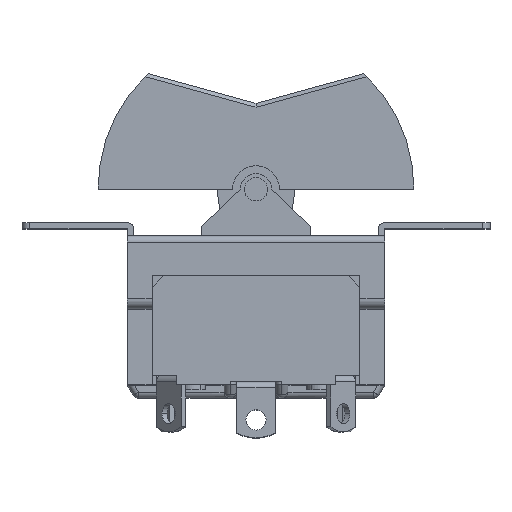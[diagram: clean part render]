
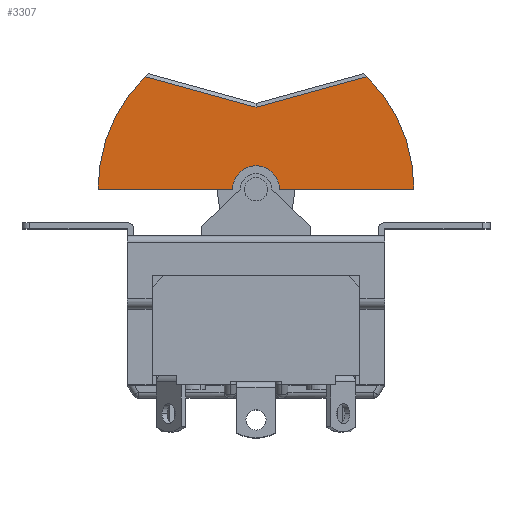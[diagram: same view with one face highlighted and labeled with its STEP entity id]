
A CAD part, top view. The second image highlights one B-rep face of the part: STEP entity #3307.
In plain terms, the highlighted planar face has unit normal (0, 0, 1).
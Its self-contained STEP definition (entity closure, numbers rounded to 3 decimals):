
#143 = ORIENTED_EDGE ( 'NONE', *, *, #4984, .F. ) ;
#250 = LINE ( 'NONE', #11777, #12581 ) ;
#655 = VERTEX_POINT ( 'NONE', #8799 ) ;
#718 = EDGE_CURVE ( 'NONE', #655, #8115, #1125, .T. ) ;
#759 = CARTESIAN_POINT ( 'NONE',  ( 0., 0., 8.5 ) ) ;
#957 = ORIENTED_EDGE ( 'NONE', *, *, #11758, .F. ) ;
#1125 = CIRCLE ( 'NONE', #11460, 20.25 ) ;
#1436 = VECTOR ( 'NONE', #3997, 1000. ) ;
#1551 = EDGE_CURVE ( 'NONE', #10928, #8115, #7428, .T. ) ;
#1957 = EDGE_CURVE ( 'NONE', #6446, #655, #12965, .T. ) ;
#2032 = VERTEX_POINT ( 'NONE', #11454 ) ;
#2045 = CARTESIAN_POINT ( 'NONE',  ( -1., 10.225, 8.5 ) ) ;
#2239 = EDGE_LOOP ( 'NONE', ( #2966, #2362, #143, #957, #8597, #12991, #5300 ) ) ;
#2362 = ORIENTED_EDGE ( 'NONE', *, *, #6675, .T. ) ;
#2817 = LINE ( 'NONE', #6794, #10592 ) ;
#2966 = ORIENTED_EDGE ( 'NONE', *, *, #1551, .F. ) ;
#3138 = DIRECTION ( 'NONE',  ( 1., 0., 0. ) ) ;
#3307 = ADVANCED_FACE ( 'NONE', ( #7705 ), #8363, .T. ) ;
#3997 = DIRECTION ( 'NONE',  ( 0.964, 0.265, 0. ) ) ;
#4406 = CARTESIAN_POINT ( 'NONE',  ( 14.226, 14.411, 8.5 ) ) ;
#4509 = DIRECTION ( 'NONE',  ( 1., 0., 0. ) ) ;
#4984 = EDGE_CURVE ( 'NONE', #7884, #10299, #6978, .T. ) ;
#5016 = DIRECTION ( 'NONE',  ( 1., 0., 0. ) ) ;
#5300 = ORIENTED_EDGE ( 'NONE', *, *, #718, .T. ) ;
#5654 = DIRECTION ( 'NONE',  ( -1., 0., 0. ) ) ;
#5729 = DIRECTION ( 'NONE',  ( 1., 0., 0. ) ) ;
#6055 = CARTESIAN_POINT ( 'NONE',  ( 0., 10.5, 8.5 ) ) ;
#6446 = VERTEX_POINT ( 'NONE', #10364 ) ;
#6675 = EDGE_CURVE ( 'NONE', #10928, #10299, #2817, .T. ) ;
#6794 = CARTESIAN_POINT ( 'NONE',  ( 1., 10.225, 8.5 ) ) ;
#6869 = DIRECTION ( 'NONE',  ( -0.964, 0.265, 0. ) ) ;
#6978 = CIRCLE ( 'NONE', #12716, 20.25 ) ;
#7055 = CARTESIAN_POINT ( 'NONE',  ( 0., 0., 8.5 ) ) ;
#7176 = DIRECTION ( 'NONE',  ( 0., 0., 1. ) ) ;
#7309 = CARTESIAN_POINT ( 'NONE',  ( 0., 0., 8.5 ) ) ;
#7428 = LINE ( 'NONE', #2045, #1436 ) ;
#7512 = CARTESIAN_POINT ( 'NONE',  ( 3., 0., 8.5 ) ) ;
#7652 = DIRECTION ( 'NONE',  ( -1., 0., 0. ) ) ;
#7705 = FACE_OUTER_BOUND ( 'NONE', #2239, .T. ) ;
#7884 = VERTEX_POINT ( 'NONE', #12851 ) ;
#7978 = CARTESIAN_POINT ( 'NONE',  ( -14.226, 14.411, 8.5 ) ) ;
#7998 = AXIS2_PLACEMENT_3D ( 'NONE', #7055, #8941, #5016 ) ;
#8115 = VERTEX_POINT ( 'NONE', #4406 ) ;
#8363 = PLANE ( 'NONE',  #8633 ) ;
#8597 = ORIENTED_EDGE ( 'NONE', *, *, #11868, .F. ) ;
#8633 = AXIS2_PLACEMENT_3D ( 'NONE', #7309, #7176, #3138 ) ;
#8799 = CARTESIAN_POINT ( 'NONE',  ( 20.25, 0., 8.5 ) ) ;
#8839 = CARTESIAN_POINT ( 'NONE',  ( 0., 0., 8.5 ) ) ;
#8941 = DIRECTION ( 'NONE',  ( 0., 0., 1. ) ) ;
#10276 = VECTOR ( 'NONE', #4509, 1000. ) ;
#10299 = VERTEX_POINT ( 'NONE', #7978 ) ;
#10364 = CARTESIAN_POINT ( 'NONE',  ( 3., 0., 8.5 ) ) ;
#10592 = VECTOR ( 'NONE', #6869, 1000. ) ;
#10847 = DIRECTION ( 'NONE',  ( 0., 0., 1. ) ) ;
#10928 = VERTEX_POINT ( 'NONE', #6055 ) ;
#11454 = CARTESIAN_POINT ( 'NONE',  ( -3., 0., 8.5 ) ) ;
#11460 = AXIS2_PLACEMENT_3D ( 'NONE', #759, #10847, #5729 ) ;
#11758 = EDGE_CURVE ( 'NONE', #2032, #7884, #250, .T. ) ;
#11777 = CARTESIAN_POINT ( 'NONE',  ( -3., 0., 8.5 ) ) ;
#11868 = EDGE_CURVE ( 'NONE', #6446, #2032, #12103, .T. ) ;
#12103 = CIRCLE ( 'NONE', #7998, 3. ) ;
#12581 = VECTOR ( 'NONE', #5654, 1000. ) ;
#12716 = AXIS2_PLACEMENT_3D ( 'NONE', #8839, #12802, #7652 ) ;
#12802 = DIRECTION ( 'NONE',  ( 0., 0., -1. ) ) ;
#12851 = CARTESIAN_POINT ( 'NONE',  ( -20.25, 0., 8.5 ) ) ;
#12965 = LINE ( 'NONE', #7512, #10276 ) ;
#12991 = ORIENTED_EDGE ( 'NONE', *, *, #1957, .T. ) ;
